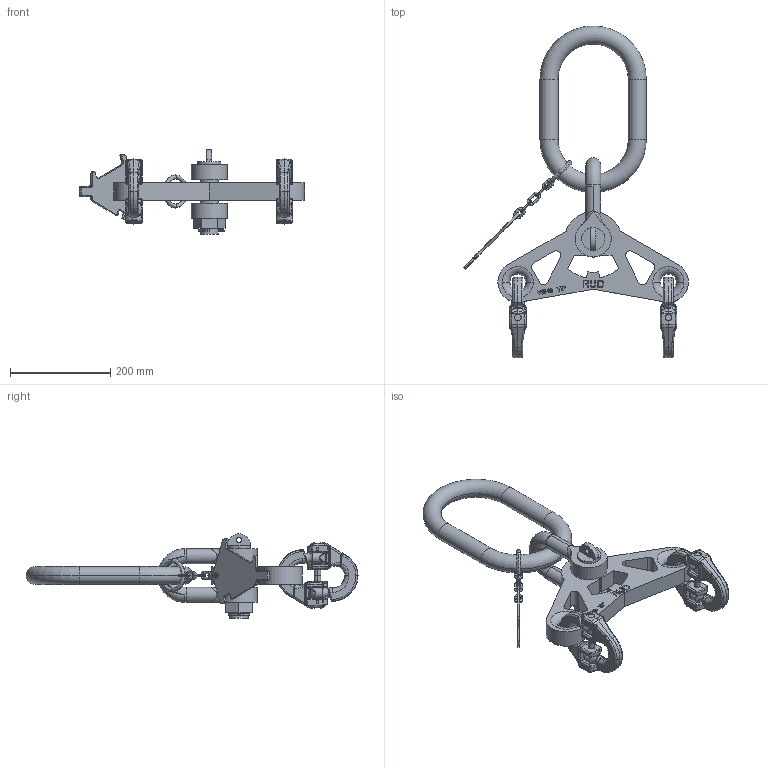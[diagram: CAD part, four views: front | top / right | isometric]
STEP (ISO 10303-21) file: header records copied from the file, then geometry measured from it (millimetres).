
FILE_DESCRIPTION((''),'2;1');
FILE_NAME('001-M34927-P-5_ASM','2019-01-24T',('anja.joas'),(''),'PRO/ENGINEER BY PARAMETRIC TECHNOLOGY CORPORATION, 2011490','PRO/ENGINEER BY PARAMETRIC TECHNOLOGY CORPORATION, 2011490','');
FILE_SCHEMA(('CONFIG_CONTROL_DESIGN'));
Products named in the file (13): 001-M34482-P-6; 001-M31413-P-1; 001-M34674-P-1; 001-M34279-P-1; 001-M34279-P-2; 001-M34279-P-2_ASM; 001-M31128-V03; 001-M31129-P-1; 001-M33743-001; 001-M31130-003_ASM; 001-M31559-P-1_ASM; 001-M31559-P-1; 001-M34927-P-5_ASM
Assembly tree (16 placements, depth 4):
  001-M34927-P-5_ASM
    001-M34482-P-6
    001-M31413-P-1
    001-M34674-P-1
    001-M34279-P-2_ASM  x2
      001-M34279-P-1
      001-M34279-P-2
    001-M31128-V03
    001-M31559-P-1_ASM
      001-M31129-P-1  x2
      001-M31130-003_ASM
        001-M33743-001  x3
    001-M31559-P-1
Bounding box: 448.45 x 661.7 x 169 mm (x, y, z)
Volume: 3281799.7 mm3; surface area: 456312 mm2
Topology: 14 solids, 14 shells, 2635 faces, 6926 edges, 4382 vertices
Faces by surface type: plane 1626, cylinder 428, bspline 340, torus 169, cone 72
Entity records: 65575 total; most frequent: CARTESIAN_POINT 24974, ORIENTED_EDGE 8914, DIRECTION 7631, EDGE_CURVE 4457, VECTOR 3081, LINE 3081, VERTEX_POINT 2848, AXIS2_PLACEMENT_3D 2275
